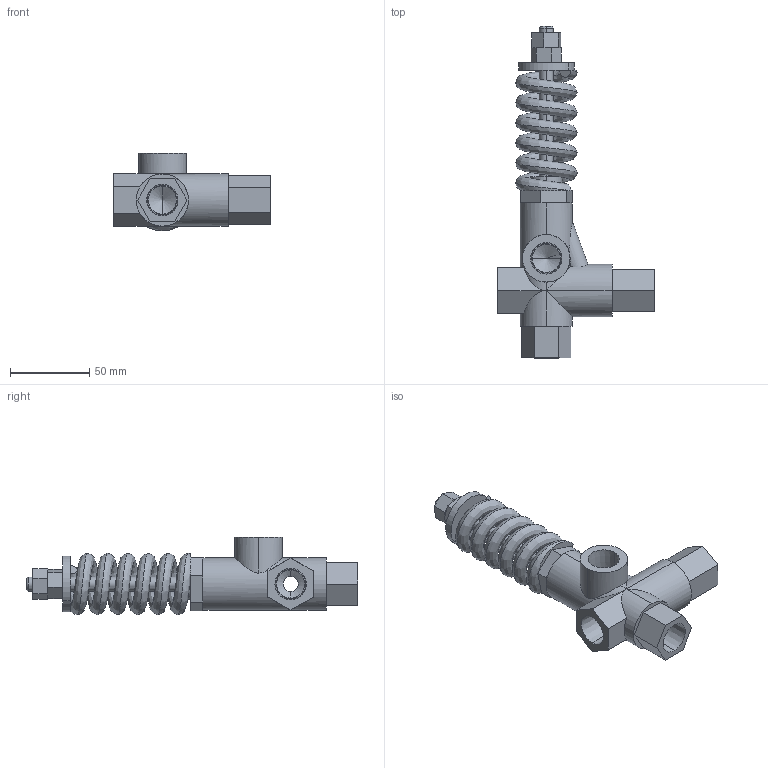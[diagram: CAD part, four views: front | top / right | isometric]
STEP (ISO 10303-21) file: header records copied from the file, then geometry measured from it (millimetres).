
FILE_DESCRIPTION (( 'STEP AP214' ), '1' );
FILE_NAME ('7036.STEP', '2006-08-17T11:42:49', ( ' ' ), ( ' ' ), 'SwSTEP 2.0', 'SolidWorks 2006104', '' );
FILE_SCHEMA (( 'AUTOMOTIVE_DESIGN' ));
Length unit declared in the file: inch
Products named in the file (4): PA UNLOADER SS BODY; 32324; 30119; 7036
Assembly tree (3 placements, depth 2):
  7036
    32324
    PA UNLOADER SS BODY
    30119
Bounding box: 98.93 x 209.68 x 49.02 mm (x, y, z)
Volume: 171247.4 mm3; surface area: 50576.9 mm2
Topology: 3 solids, 3 shells, 127 faces, 284 edges, 170 vertices
Faces by surface type: plane 80, cylinder 27, cone 18, bspline 2
Entity records: 8372 total; most frequent: CARTESIAN_POINT 4893, DIRECTION 593, ORIENTED_EDGE 560, EDGE_CURVE 280, AXIS2_PLACEMENT_3D 205, VECTOR 183, LINE 183, VERTEX_POINT 170
